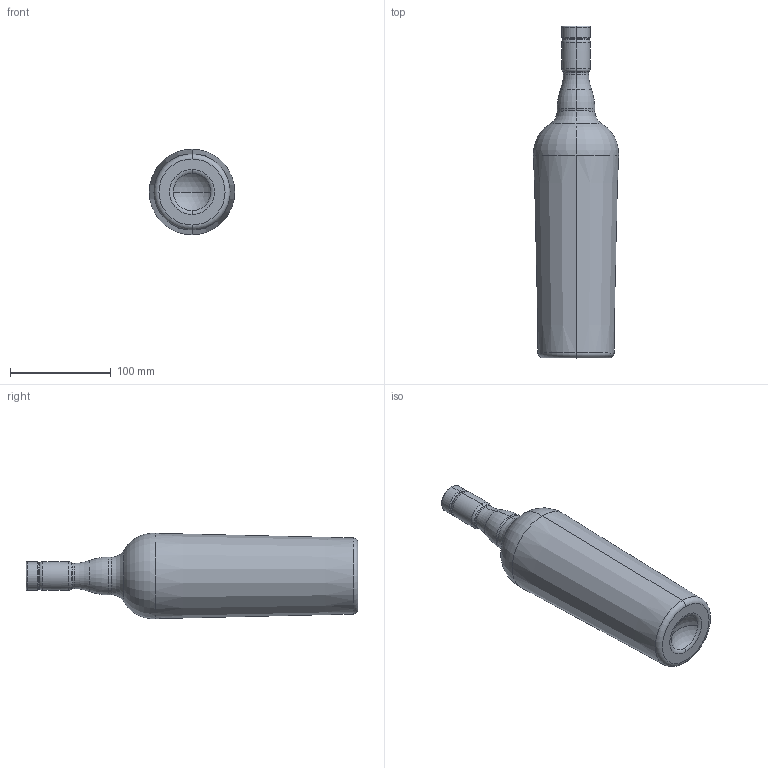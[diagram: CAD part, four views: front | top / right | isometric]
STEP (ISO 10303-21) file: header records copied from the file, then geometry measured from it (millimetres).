
FILE_DESCRIPTION (( 'STEP AP203' ), '1' );
FILE_NAME ('macallan bottle.STEP', '2024-03-09T00:18:18', ( '' ), ( '' ), 'SwSTEP 2.0', 'SolidWorks 2022', '' );
FILE_SCHEMA (( 'CONFIG_CONTROL_DESIGN' ));
Length unit declared in the file: millimetre
Products named in the file (1): macallan bottle
Bounding box: 84.8 x 330 x 84.8 mm (x, y, z)
Volume: 1188464.1 mm3; surface area: 201196 mm2
Topology: 2 solids, 3 shells, 90 faces, 180 edges, 99 vertices
Faces by surface type: torus 68, cone 6, plane 6, sphere 6, cylinder 4
Entity records: 2443 total; most frequent: DIRECTION 532, CARTESIAN_POINT 370, ORIENTED_EDGE 360, AXIS2_PLACEMENT_3D 261, EDGE_CURVE 180, CIRCLE 170, VERTEX_POINT 99, EDGE_LOOP 93
